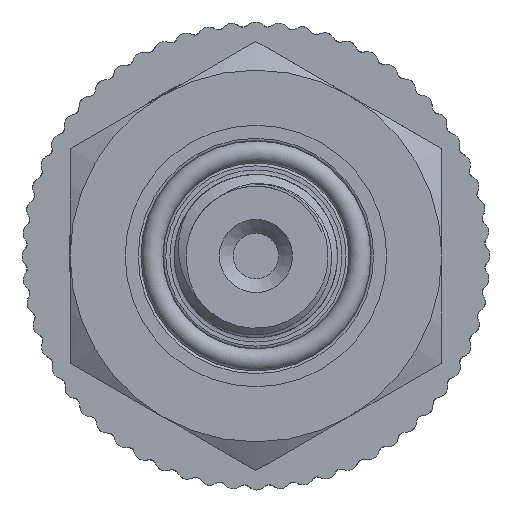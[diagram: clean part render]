
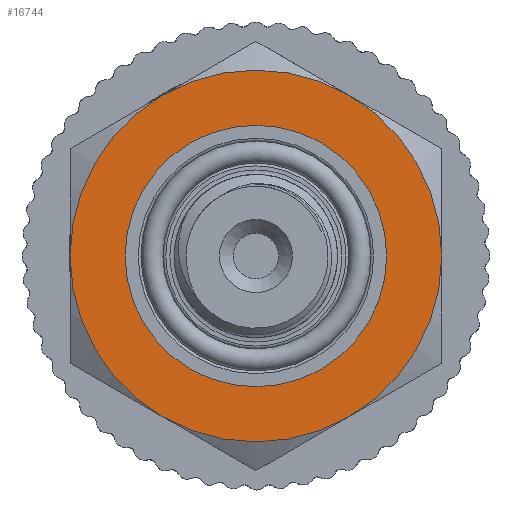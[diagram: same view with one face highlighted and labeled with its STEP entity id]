
A CAD part, left-side view. The second image highlights one B-rep face of the part: STEP entity #16744.
In plain terms, the highlighted face is planar.
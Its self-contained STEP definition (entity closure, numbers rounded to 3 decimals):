
#236=FACE_BOUND('',#2891,.T.);
#948=PLANE('',#17603);
#1913=FACE_OUTER_BOUND('',#2890,.T.);
#2890=EDGE_LOOP('',(#15663));
#2891=EDGE_LOOP('',(#15664));
#3184=CIRCLE('',#17566,13.5);
#3207=CIRCLE('',#17604,9.5);
#8002=VERTEX_POINT('',#51885);
#8020=VERTEX_POINT('',#51948);
#10539=EDGE_CURVE('',#8002,#8002,#3184,.T.);
#10569=EDGE_CURVE('',#8020,#8020,#3207,.T.);
#15663=ORIENTED_EDGE('',*,*,#10539,.T.);
#15664=ORIENTED_EDGE('',*,*,#10569,.F.);
#16744=ADVANCED_FACE('',(#1913,#236),#948,.T.);
#17566=AXIS2_PLACEMENT_3D('',#51886,#20051,#20052);
#17603=AXIS2_PLACEMENT_3D('',#51947,#20132,#20133);
#17604=AXIS2_PLACEMENT_3D('',#51949,#20134,#20135);
#20051=DIRECTION('center_axis',(1.,0.,0.));
#20052=DIRECTION('ref_axis',(0.,0.,-1.));
#20132=DIRECTION('center_axis',(1.,0.,0.));
#20133=DIRECTION('ref_axis',(0.,0.,-1.));
#20134=DIRECTION('center_axis',(1.,0.,0.));
#20135=DIRECTION('ref_axis',(0.,0.,-1.));
#51885=CARTESIAN_POINT('',(-14.,-13.5,0.));
#51886=CARTESIAN_POINT('Origin',(-14.,0.,0.));
#51947=CARTESIAN_POINT('Origin',(-14.,9.5,0.));
#51948=CARTESIAN_POINT('',(-14.,-9.5,0.));
#51949=CARTESIAN_POINT('Origin',(-14.,0.,0.));
